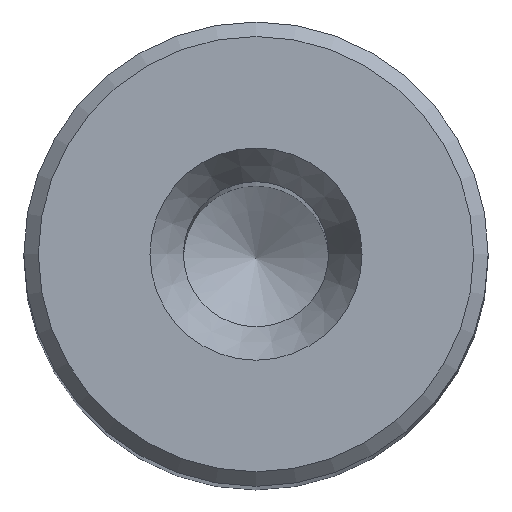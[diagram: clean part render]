
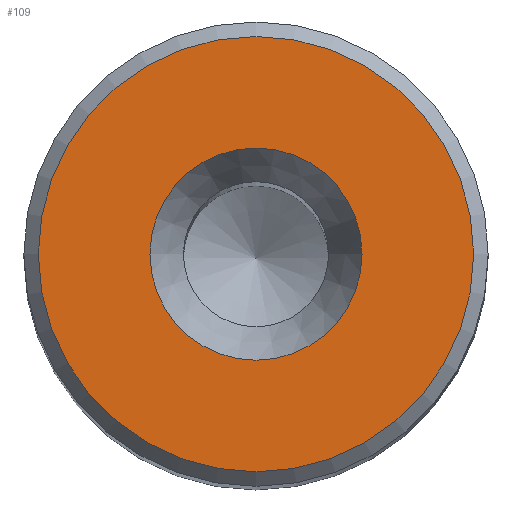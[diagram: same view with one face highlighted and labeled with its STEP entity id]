
A CAD part, top view. The second image highlights one B-rep face of the part: STEP entity #109.
In plain terms, the highlighted planar face has unit normal (0, 0, 1).
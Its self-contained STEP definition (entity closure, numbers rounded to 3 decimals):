
#51=PLANE('',#746);
#109=ADVANCED_FACE('',(#299,#300),#51,.T.);
#299=FACE_BOUND('',#405,.T.);
#300=FACE_BOUND('',#406,.T.);
#405=EDGE_LOOP('',(#511));
#406=EDGE_LOOP('',(#512));
#511=ORIENTED_EDGE('',*,*,#637,.T.);
#512=ORIENTED_EDGE('',*,*,#638,.T.);
#583=VERTEX_POINT('',#1319);
#584=VERTEX_POINT('',#1321);
#637=EDGE_CURVE('',#583,#583,#690,.T.);
#638=EDGE_CURVE('',#584,#584,#691,.T.);
#690=CIRCLE('',#744,7.5);
#691=CIRCLE('',#745,3.655);
#744=AXIS2_PLACEMENT_3D('',#1318,#886,#887);
#745=AXIS2_PLACEMENT_3D('',#1320,#888,#889);
#746=AXIS2_PLACEMENT_3D('',#1322,#890,#891);
#886=DIRECTION('',(0.,0.,1.));
#887=DIRECTION('',(1.,0.,0.));
#888=DIRECTION('',(0.,0.,-1.));
#889=DIRECTION('',(-1.,0.,0.));
#890=DIRECTION('',(0.,0.,1.));
#891=DIRECTION('',(1.,0.,0.));
#1318=CARTESIAN_POINT('',(0.,0.,70.));
#1319=CARTESIAN_POINT('',(7.5,0.,70.));
#1320=CARTESIAN_POINT('',(0.,0.,70.));
#1321=CARTESIAN_POINT('',(-3.655,0.,70.));
#1322=CARTESIAN_POINT('',(8.,0.,70.));
